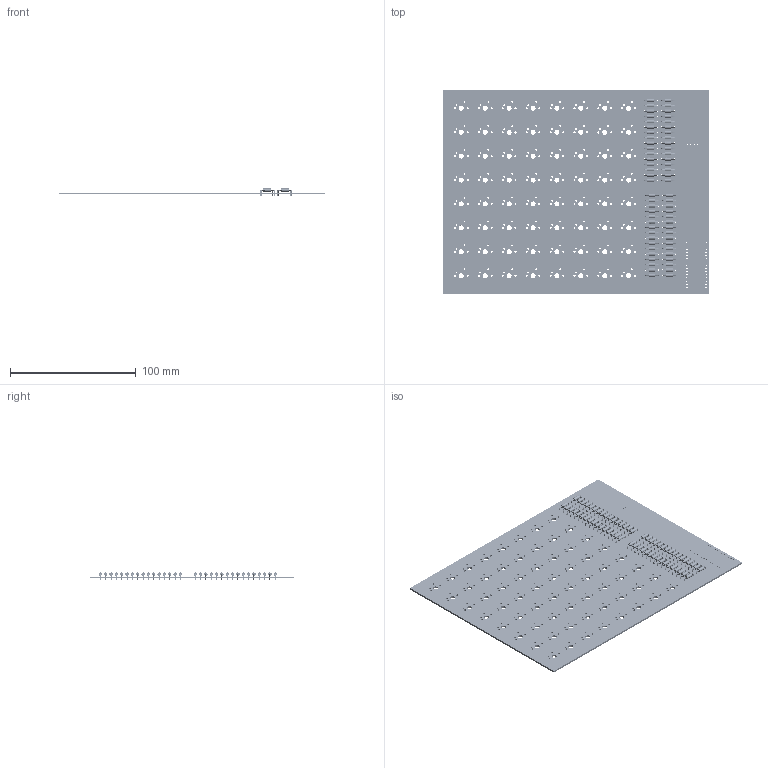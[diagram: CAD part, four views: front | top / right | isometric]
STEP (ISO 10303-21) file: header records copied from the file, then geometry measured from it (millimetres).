
FILE_DESCRIPTION(('KiCad electronic assembly'),'2;1');
FILE_NAME('Launchpad v1.step','2026-02-25T16:18:05',('Pcbnew'),('Kicad') ,'Open CASCADE STEP processor 7.9','KiCad to STEP converter','Unknown' );
FILE_SCHEMA(('AUTOMOTIVE_DESIGN { 1 0 10303 214 1 1 1 1 }'));
Length unit declared in the file: millimetre
Products named in the file (3): Launchpad v1 1; D_DO-41_SOD81_P10.16mm_Horizontal; Launchpad v1_PCB
Assembly tree (65 placements, depth 2):
  Launchpad v1 1
    D_DO-41_SOD81_P10.16mm_Horizontal  x64
    Launchpad v1_PCB
Bounding box: 211.93 x 161.93 x 5.71 mm (x, y, z)
Volume: 51929.8 mm3; surface area: 76469.7 mm2
Topology: 65 solids, 65 shells, 1448 faces, 2930 edges, 1868 vertices
Faces by surface type: cylinder 930, plane 390, torus 128
Full cylindrical faces by diameter (mm): 0.8 x256, 1 x34, 1.1 x128, 1.5 x128, 1.7 x128, 2.7 x128, 2.72 x64, 4 x64
Entity records: 19957 total; most frequent: DIRECTION 3599, CARTESIAN_POINT 3036, ORIENTED_EDGE 2962, AXIS2_PLACEMENT_3D 1549, EDGE_CURVE 1481, FACE_BOUND 1471, EDGE_LOOP 1471, VERTEX_POINT 986
